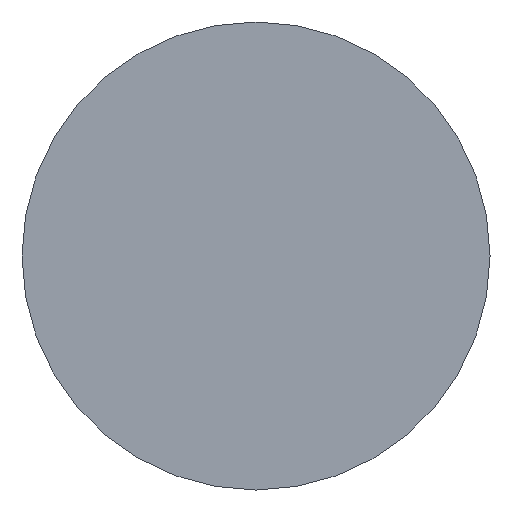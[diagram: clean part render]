
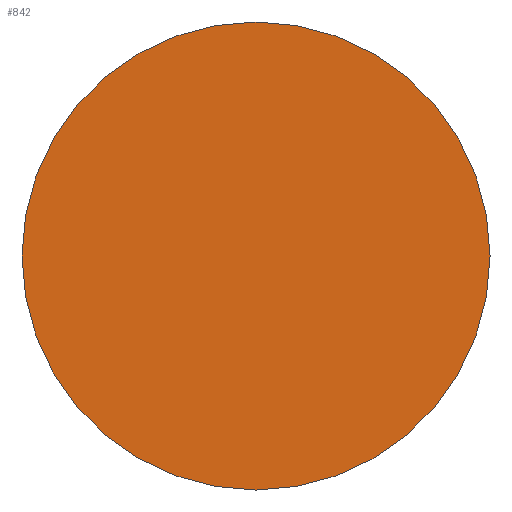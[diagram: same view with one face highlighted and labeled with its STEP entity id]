
A CAD part, front view. The second image highlights one B-rep face of the part: STEP entity #842.
In plain terms, the highlighted planar face has unit normal (0, -1, 0).
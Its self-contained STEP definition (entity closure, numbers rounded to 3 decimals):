
#352 = DIRECTION ( 'NONE',  ( 0., 0., -1. ) ) ;
#374 = FACE_OUTER_BOUND ( 'NONE', #892, .T. ) ;
#390 = DIRECTION ( 'NONE',  ( 0., 1., 0. ) ) ;
#394 = AXIS2_PLACEMENT_3D ( 'NONE', #1066, #985, #352 ) ;
#641 = CARTESIAN_POINT ( 'NONE',  ( 0., 0., 0. ) ) ;
#733 = DIRECTION ( 'NONE',  ( 0., 0., 1. ) ) ;
#746 = CARTESIAN_POINT ( 'NONE',  ( 0., 0., 19. ) ) ;
#759 = VERTEX_POINT ( 'NONE', #746 ) ;
#769 = AXIS2_PLACEMENT_3D ( 'NONE', #641, #390, #733 ) ;
#804 = PLANE ( 'NONE',  #394 ) ;
#842 = ADVANCED_FACE ( 'NONE', ( #374 ), #804, .T. ) ;
#892 = EDGE_LOOP ( 'NONE', ( #1040 ) ) ;
#914 = CIRCLE ( 'NONE', #769, 19. ) ;
#985 = DIRECTION ( 'NONE',  ( 0., -1., 0. ) ) ;
#1026 = EDGE_CURVE ( 'NONE', #759, #759, #914, .T. ) ;
#1040 = ORIENTED_EDGE ( 'NONE', *, *, #1026, .F. ) ;
#1066 = CARTESIAN_POINT ( 'NONE',  ( 0., 0., 0. ) ) ;
